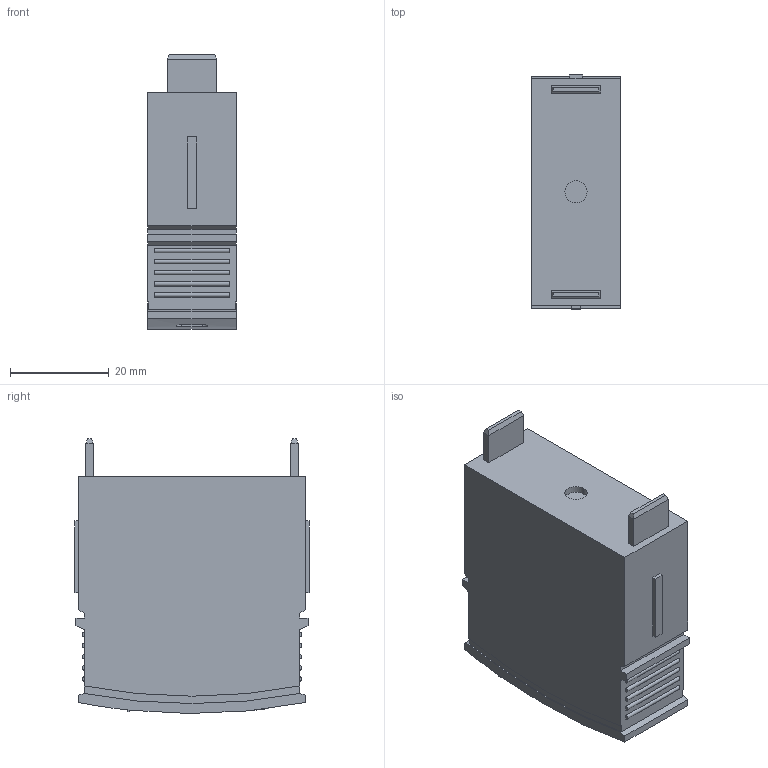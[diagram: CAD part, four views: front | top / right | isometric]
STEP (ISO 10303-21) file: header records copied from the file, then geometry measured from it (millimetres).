
FILE_DESCRIPTION (( 'STEP AP203' ), '1' );
FILE_NAME ('opv-b(c-d)-module.ÃÌ Ñìåííûé ìîäóëü ñ ñèãíàëèçàöèåé EKF.STEP', '2024-07-04T10:34:42', ( '' ), ( '' ), 'SwSTEP 2.0', 'SolidWorks 2021', '' );
FILE_SCHEMA (( 'CONFIG_CONTROL_DESIGN' ));
Length unit declared in the file: millimetre
Products named in the file (1): opv-b(c-d)-module.ÃÌ Ñìåííûé ìîäóëü ñ ñèãíàëèçàöèåé EKF
Bounding box: 18 x 47.4 x 55.7 mm (x, y, z)
Volume: 38733.1 mm3; surface area: 8331.7 mm2
Topology: 1 solids, 1 shells, 109 faces, 261 edges, 170 vertices
Faces by surface type: plane 82, cylinder 27
Entity records: 3230 total; most frequent: CARTESIAN_POINT 571, DIRECTION 529, ORIENTED_EDGE 522, EDGE_CURVE 261, VECTOR 205, LINE 205, VERTEX_POINT 170, AXIS2_PLACEMENT_3D 162
